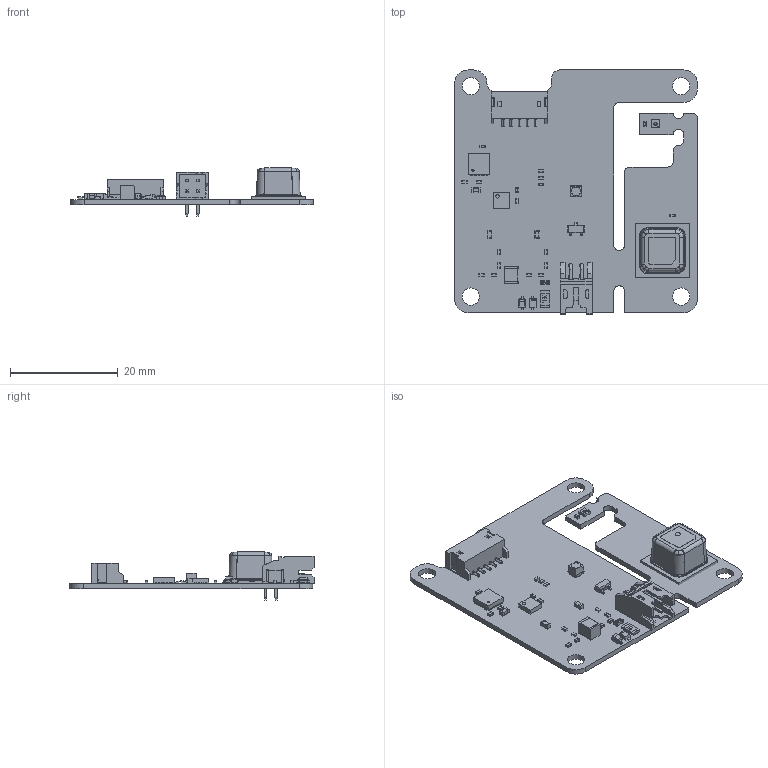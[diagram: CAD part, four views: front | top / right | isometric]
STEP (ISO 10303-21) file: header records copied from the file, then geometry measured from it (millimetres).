
FILE_DESCRIPTION(('KiCad electronic assembly'),'2;1');
FILE_NAME('iaq_wired_sensor.step','2021-09-25T15:45:02',('An Author'),( 'A Company'),'Open CASCADE STEP processor 7.3', 'KiCad to STEP converter','Unknown');
FILE_SCHEMA(('AUTOMOTIVE_DESIGN { 1 0 10303 214 1 1 1 1 }'));
Length unit declared in the file: millimetre
Products named in the file (60): Open CASCADE STEP translator 7.3 1; S5B-ZR-SM4A-TF; SOLID; F_Resetable_1206; QFN-28_4x4mm_P0.5mm; C_0402_1005Metric; Texas_S-PVSON-N8; SCD4x; SWR204-NRTN-D02-RA-GA; COMPOUND; C_0603_1608Metric; R_0402_1005Metric; LED_ASMB-KTF0-0A306; F_0603; D_SOD-323; D_SOD-323F; SOT-23; C_1210_3225Metric; SHT4x
Assembly tree (77 placements, depth 3):
  Open CASCADE STEP translator 7.3 1
    S5B-ZR-SM4A-TF
      SOLID
    F_Resetable_1206
      SOLID
    QFN-28_4x4mm_P0.5mm
      SOLID
    C_0402_1005Metric  x10
      SOLID
    Texas_S-PVSON-N8
      SOLID
    SCD4x
      SOLID
      SOLID
      SOLID
      SOLID
      SOLID
      SOLID
      SOLID
      SOLID
      SOLID
      SOLID
      SOLID
      SOLID
      SOLID
      SOLID
      SOLID
      SOLID
      SOLID
      SOLID
      SOLID
      SOLID
      SOLID
      SOLID
      SOLID
      SOLID
      SOLID
      SOLID
      SOLID
    SWR204-NRTN-D02-RA-GA
      COMPOUND
    C_0603_1608Metric  x3
      SOLID
    R_0402_1005Metric  x8
      SOLID
    LED_ASMB-KTF0-0A306
      COMPOUND
    F_0603
      COMPOUND
    D_SOD-323
      SOLID
    D_SOD-323F
      SOLID
    SOT-23
      SOLID
    C_1210_3225Metric
      SOLID
    SHT4x
      COMPOUND
    COMPOUND
Bounding box: 45 x 45.25 x 8.9 mm (x, y, z)
Volume: 2185.6 mm3; surface area: 5724.8 mm2
Topology: 83 solids, 83 shells, 1934 faces, 4872 edges, 3144 vertices
Faces by surface type: plane 1328, cylinder 466, bspline 107, torus 26, sphere 4, cone 2, revolution 1
Full cylindrical faces by diameter (mm): 0.2 x2, 0.4 x2, 0.6 x1, 0.75 x4, 3.2 x4
Entity records: 101077 total; most frequent: CARTESIAN_POINT 23129, DIRECTION 13451, LINE 9250, VECTOR 9250, ORIENTED_EDGE 7184, PCURVE 7184, DEFINITIONAL_REPRESENTATION 7184, EDGE_CURVE 3592
